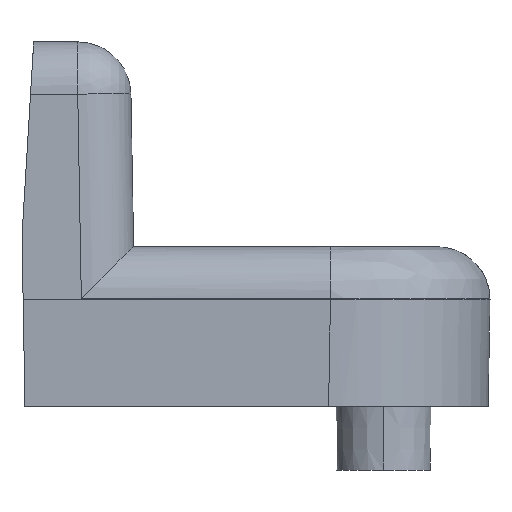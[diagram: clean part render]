
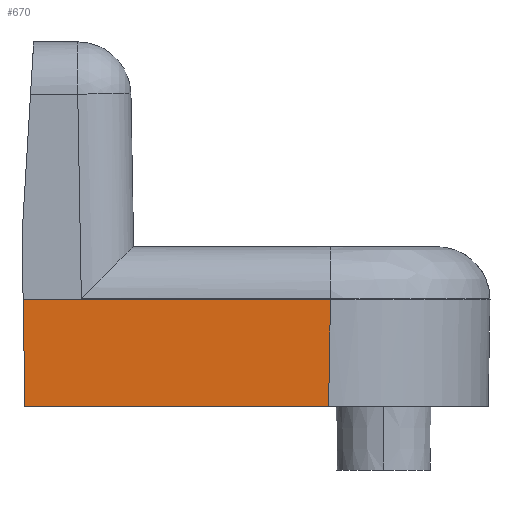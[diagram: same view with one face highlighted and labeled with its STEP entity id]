
A CAD part, left-side view. The second image highlights one B-rep face of the part: STEP entity #670.
In plain terms, the highlighted planar face has unit normal (-1, 0, -0.018).
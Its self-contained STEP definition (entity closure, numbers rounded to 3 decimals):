
#1 = CARTESIAN_POINT ( 'NONE',  ( -14.075, 3.868, 0. ) ) ;
#24 = CARTESIAN_POINT ( 'NONE',  ( -14.074, -1.909, -0.033 ) ) ;
#41 = DIRECTION ( 'NONE',  ( -0.017, -0.017, 1. ) ) ;
#50 = VERTEX_POINT ( 'NONE', #1394 ) ;
#79 = CARTESIAN_POINT ( 'NONE',  ( -14.074, 3.867, -0.067 ) ) ;
#116 = DIRECTION ( 'NONE',  ( 0., -1., 0. ) ) ;
#146 = LINE ( 'NONE', #1309, #748 ) ;
#215 = ORIENTED_EDGE ( 'NONE', *, *, #1336, .T. ) ;
#301 = DIRECTION ( 'NONE',  ( -1., 0., -0.017 ) ) ;
#332 = EDGE_CURVE ( 'NONE', #1519, #50, #434, .T. ) ;
#362 = CARTESIAN_POINT ( 'NONE',  ( -14.04, 0., -2. ) ) ;
#389 = VECTOR ( 'NONE', #116, 1000. ) ;
#434 = LINE ( 'NONE', #24, #1363 ) ;
#475 = EDGE_LOOP ( 'NONE', ( #215, #1166, #1340, #1009 ) ) ;
#499 = VERTEX_POINT ( 'NONE', #633 ) ;
#633 = CARTESIAN_POINT ( 'NONE',  ( -14.04, 3.833, -2. ) ) ;
#670 = ADVANCED_FACE ( 'NONE', ( #896 ), #1110, .T. ) ;
#673 = LINE ( 'NONE', #79, #1433 ) ;
#742 = DIRECTION ( 'NONE',  ( -0.017, 0., 1. ) ) ;
#748 = VECTOR ( 'NONE', #954, 1000. ) ;
#812 = DIRECTION ( 'NONE',  ( -0.017, 0.017, 1. ) ) ;
#816 = EDGE_CURVE ( 'NONE', #499, #999, #673, .T. ) ;
#877 = AXIS2_PLACEMENT_3D ( 'NONE', #1476, #301, #742 ) ;
#896 = FACE_OUTER_BOUND ( 'NONE', #475, .T. ) ;
#954 = DIRECTION ( 'NONE',  ( 0., -1., 0. ) ) ;
#986 = LINE ( 'NONE', #362, #389 ) ;
#999 = VERTEX_POINT ( 'NONE', #1 ) ;
#1009 = ORIENTED_EDGE ( 'NONE', *, *, #816, .F. ) ;
#1110 = PLANE ( 'NONE',  #877 ) ;
#1166 = ORIENTED_EDGE ( 'NONE', *, *, #332, .T. ) ;
#1206 = EDGE_CURVE ( 'NONE', #999, #50, #146, .T. ) ;
#1303 = CARTESIAN_POINT ( 'NONE',  ( -14.04, -1.875, -2. ) ) ;
#1309 = CARTESIAN_POINT ( 'NONE',  ( -14.075, 0., 0. ) ) ;
#1336 = EDGE_CURVE ( 'NONE', #499, #1519, #986, .T. ) ;
#1340 = ORIENTED_EDGE ( 'NONE', *, *, #1206, .F. ) ;
#1363 = VECTOR ( 'NONE', #41, 1000. ) ;
#1394 = CARTESIAN_POINT ( 'NONE',  ( -14.075, -1.91, 0. ) ) ;
#1433 = VECTOR ( 'NONE', #812, 1000. ) ;
#1476 = CARTESIAN_POINT ( 'NONE',  ( -14.075, 0., 0. ) ) ;
#1519 = VERTEX_POINT ( 'NONE', #1303 ) ;
